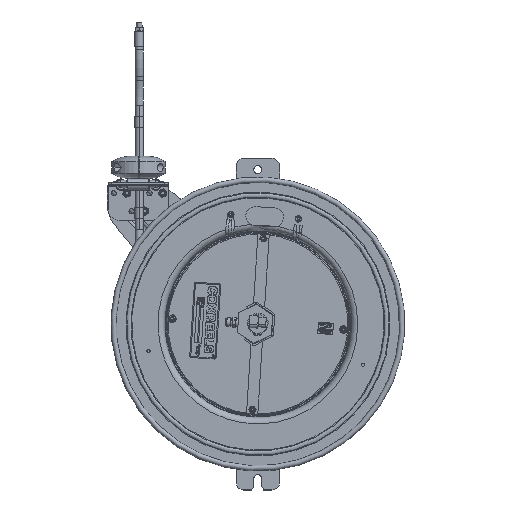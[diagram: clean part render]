
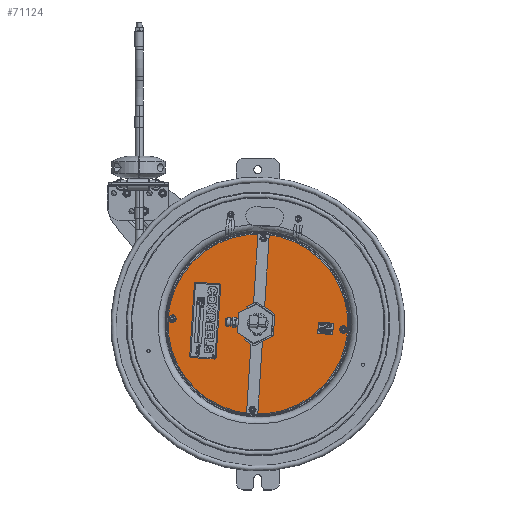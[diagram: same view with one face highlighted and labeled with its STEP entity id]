
A CAD part, top view. The second image highlights one B-rep face of the part: STEP entity #71124.
In plain terms, the highlighted planar face has unit normal (0, 0, 1).
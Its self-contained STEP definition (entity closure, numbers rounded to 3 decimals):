
#376=FACE_BOUND('',#24568,.T.);
#377=FACE_BOUND('',#24569,.T.);
#378=FACE_BOUND('',#24570,.T.);
#379=FACE_BOUND('',#24571,.T.);
#380=FACE_BOUND('',#24572,.T.);
#19187=PLANE('',#75120);
#21527=FACE_OUTER_BOUND('',#24567,.T.);
#24567=EDGE_LOOP('',(#61897));
#24568=EDGE_LOOP('',(#61898));
#24569=EDGE_LOOP('',(#61899));
#24570=EDGE_LOOP('',(#61900));
#24571=EDGE_LOOP('',(#61901));
#24572=EDGE_LOOP('',(#61902));
#26753=CIRCLE('',#75121,5.97);
#26754=CIRCLE('',#75122,0.655);
#26755=CIRCLE('',#75123,0.14);
#26756=CIRCLE('',#75124,0.14);
#26757=CIRCLE('',#75125,0.14);
#26758=CIRCLE('',#75126,0.14);
#34929=VERTEX_POINT('',#127202);
#34930=VERTEX_POINT('',#127204);
#34931=VERTEX_POINT('',#127206);
#34932=VERTEX_POINT('',#127208);
#34933=VERTEX_POINT('',#127210);
#34934=VERTEX_POINT('',#127212);
#46192=EDGE_CURVE('',#34929,#34929,#26753,.T.);
#46193=EDGE_CURVE('',#34930,#34930,#26754,.T.);
#46194=EDGE_CURVE('',#34931,#34931,#26755,.T.);
#46195=EDGE_CURVE('',#34932,#34932,#26756,.T.);
#46196=EDGE_CURVE('',#34933,#34933,#26757,.T.);
#46197=EDGE_CURVE('',#34934,#34934,#26758,.T.);
#61897=ORIENTED_EDGE('',*,*,#46192,.F.);
#61898=ORIENTED_EDGE('',*,*,#46193,.T.);
#61899=ORIENTED_EDGE('',*,*,#46194,.T.);
#61900=ORIENTED_EDGE('',*,*,#46195,.T.);
#61901=ORIENTED_EDGE('',*,*,#46196,.T.);
#61902=ORIENTED_EDGE('',*,*,#46197,.T.);
#71124=ADVANCED_FACE('',(#21527,#376,#377,#378,#379,#380),#19187,.T.);
#75120=AXIS2_PLACEMENT_3D('',#127201,#87983,#87984);
#75121=AXIS2_PLACEMENT_3D('',#127203,#87985,#87986);
#75122=AXIS2_PLACEMENT_3D('',#127205,#87987,#87988);
#75123=AXIS2_PLACEMENT_3D('',#127207,#87989,#87990);
#75124=AXIS2_PLACEMENT_3D('',#127209,#87991,#87992);
#75125=AXIS2_PLACEMENT_3D('',#127211,#87993,#87994);
#75126=AXIS2_PLACEMENT_3D('',#127213,#87995,#87996);
#87983=DIRECTION('center_axis',(0.,0.,
1.));
#87984=DIRECTION('ref_axis',(-0.998,0.064,0.));
#87985=DIRECTION('center_axis',(0.,0.,
-1.));
#87986=DIRECTION('ref_axis',(-0.998,0.064,0.));
#87987=DIRECTION('center_axis',(0.,0.,
-1.));
#87988=DIRECTION('ref_axis',(0.998,-0.064,0.));
#87989=DIRECTION('center_axis',(0.,0.,
-1.));
#87990=DIRECTION('ref_axis',(-0.998,0.064,0.));
#87991=DIRECTION('center_axis',(0.,0.,
-1.));
#87992=DIRECTION('ref_axis',(-0.998,0.064,0.));
#87993=DIRECTION('center_axis',(0.,0.,
-1.));
#87994=DIRECTION('ref_axis',(-0.998,0.064,0.));
#87995=DIRECTION('center_axis',(0.,0.,
-1.));
#87996=DIRECTION('ref_axis',(-0.998,0.064,0.));
#127201=CARTESIAN_POINT('Origin',(0.,0.,
4.794));
#127202=CARTESIAN_POINT('',(5.958,-0.38,4.794));
#127203=CARTESIAN_POINT('Origin',(0.,0.,
4.794));
#127204=CARTESIAN_POINT('',(-0.654,0.042,4.794));
#127205=CARTESIAN_POINT('Origin',(0.,0.,
4.794));
#127206=CARTESIAN_POINT('',(-5.816,0.371,4.794));
#127207=CARTESIAN_POINT('Origin',(-5.676,0.362,4.794));
#127208=CARTESIAN_POINT('',(5.536,-0.353,4.794));
#127209=CARTESIAN_POINT('Origin',(5.676,-0.362,4.794));
#127210=CARTESIAN_POINT('',(-0.502,-5.667,4.794));
#127211=CARTESIAN_POINT('Origin',(-0.362,-5.676,
4.794));
#127212=CARTESIAN_POINT('',(0.223,5.685,4.794));
#127213=CARTESIAN_POINT('Origin',(0.362,5.676,4.794));
